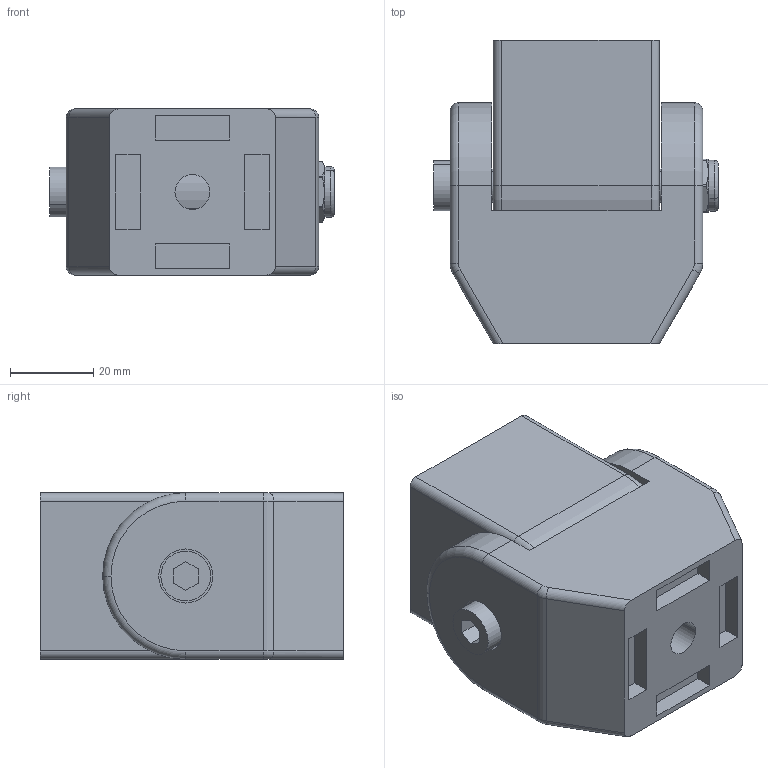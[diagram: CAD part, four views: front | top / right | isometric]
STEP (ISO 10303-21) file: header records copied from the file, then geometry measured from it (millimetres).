
FILE_DESCRIPTION (( 'STEP AP214' ), '1' );
FILE_NAME ('B163 Ïëàñòèêîâûé ïàðàëëåëüíûé øàðíèð 40õ40.STEP', '2026-02-21T11:34:55', ( '' ), ( '' ), 'SwSTEP 2.0', 'SolidWorks 2026', '' );
FILE_SCHEMA (( 'AUTOMOTIVE_DESIGN' ));
Length unit declared in the file: millimetre
Products named in the file (6): B163 Пластиковый параллельный шарнир 40х40; B163 Самоконтрящаяся гайка М8_00; B163 Шарнир_00; B163 Винт Din 912 М8_00; B163 Часть_1_00; B163 Часть_2_00
Assembly tree (5 placements, depth 2):
  B163 Пластиковый параллельный шарнир 40х40
    B163 Часть_2_00
    B163 Шарнир_00
    B163 Часть_1_00
    B163 Самоконтрящаяся гайка М8_00
    B163 Винт Din 912 М8_00
Bounding box: 68.58 x 73 x 40 mm (x, y, z)
Volume: 144001.6 mm3; surface area: 39358.7 mm2
Topology: 5 solids, 5 shells, 171 faces, 419 edges, 270 vertices
Faces by surface type: plane 97, cylinder 53, torus 15, cone 6
Entity records: 5667 total; most frequent: CARTESIAN_POINT 1432, ORIENTED_EDGE 838, DIRECTION 834, EDGE_CURVE 419, AXIS2_PLACEMENT_3D 290, VERTEX_POINT 270, VECTOR 254, LINE 254
